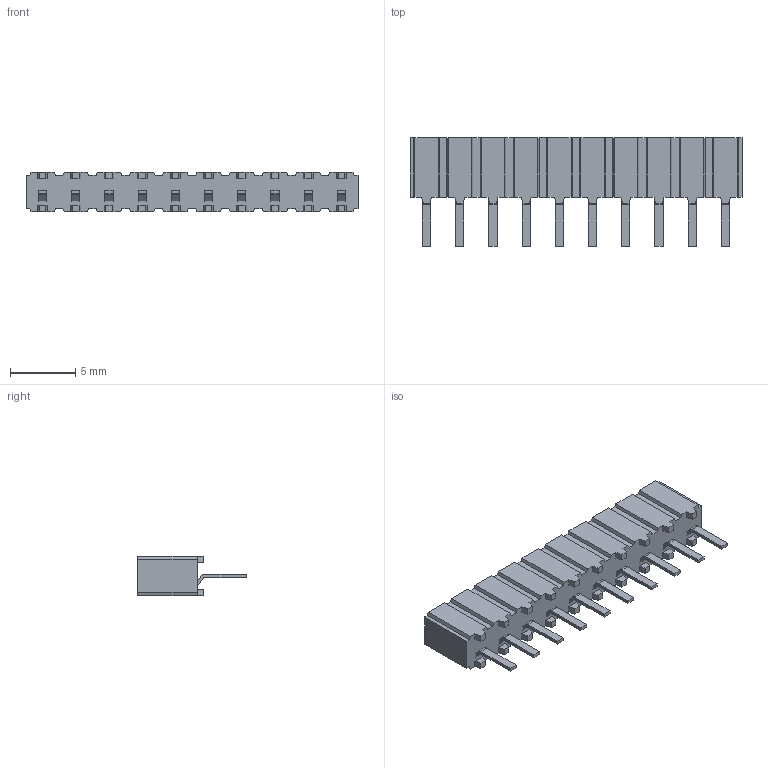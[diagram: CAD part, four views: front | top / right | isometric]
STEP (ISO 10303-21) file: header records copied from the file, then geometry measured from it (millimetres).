
FILE_DESCRIPTION( ( 'STEP AP214' ), '1' );
FILE_NAME( 'CES-110-01-T-S.stp', '2022-06-14T16:25:03', ( 'License CC BY-ND 4.0' ), ( 'CADENAS' ), ' ', 'PARTsolutions', ' ' );
FILE_SCHEMA( ( 'AUTOMOTIVE_DESIGN { 1 0 10303 214 1 1 1 1 }' ) );
Length unit declared in the file: inch
Products named in the file (3): CES-110-01-T-S; _CES-110-01-S_socket; _011001S
Assembly tree (2 placements, depth 2):
  CES-110-01-T-S
    _CES-110-01-S_socket
    _011001S
Bounding box: 25.4 x 8.33 x 3.05 mm (x, y, z)
Volume: 513.2 mm3; surface area: 1060 mm2
Topology: 2 solids, 2 shells, 362 faces, 984 edges, 656 vertices
Faces by surface type: plane 342, cylinder 20
Entity records: 14158 total; most frequent: CARTESIAN_POINT 2005, ORIENTED_EDGE 1968, DIRECTION 1754, EDGE_CURVE 984, LINE 944, VECTOR 944, VERTEX_POINT 656, AXIS2_PLACEMENT_3D 405
